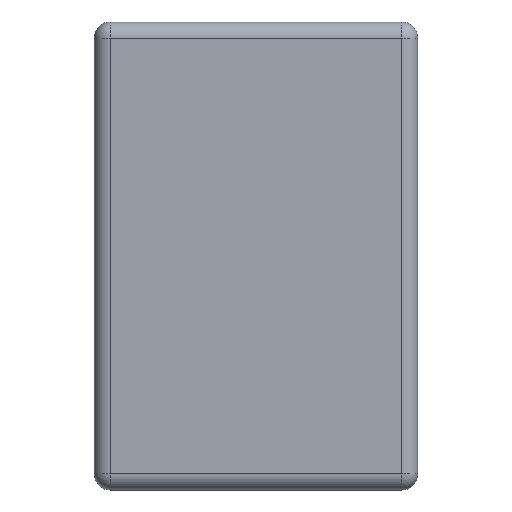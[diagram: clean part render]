
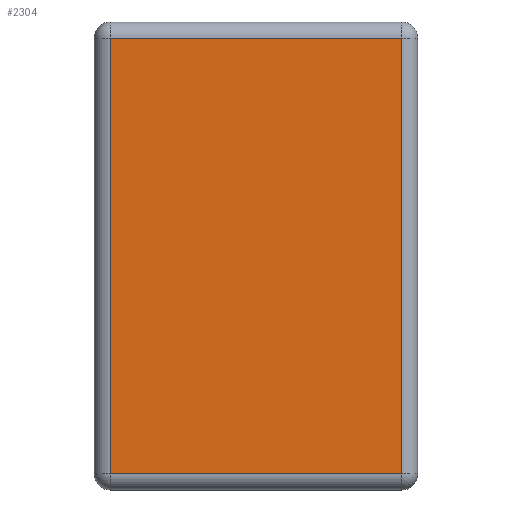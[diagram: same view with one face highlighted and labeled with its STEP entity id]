
A CAD part, left-side view. The second image highlights one B-rep face of the part: STEP entity #2304.
In plain terms, the highlighted planar face has unit normal (-1, 0, 0).
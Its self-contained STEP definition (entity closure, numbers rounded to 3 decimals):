
#750=DIRECTION('',(0.,0.,-1.));
#751=VECTOR('',#750,26.937);
#752=CARTESIAN_POINT('',(0.75,7.,13.012));
#753=LINE('',#752,#751);
#754=DIRECTION('',(0.,1.,0.));
#755=VECTOR('',#754,18.);
#756=CARTESIAN_POINT('',(0.75,-11.,13.012));
#757=LINE('',#756,#755);
#758=DIRECTION('',(0.,0.,1.));
#759=VECTOR('',#758,26.937);
#760=CARTESIAN_POINT('',(0.75,-11.,-13.925));
#761=LINE('',#760,#759);
#762=DIRECTION('',(0.,1.,0.));
#763=VECTOR('',#762,18.);
#764=CARTESIAN_POINT('',(0.75,-11.,-13.925));
#765=LINE('',#764,#763);
#1088=CARTESIAN_POINT('',(0.75,7.,13.012));
#1089=CARTESIAN_POINT('',(0.75,7.,-13.925));
#1090=VERTEX_POINT('',#1088);
#1091=VERTEX_POINT('',#1089);
#1190=CARTESIAN_POINT('',(0.75,-11.,13.012));
#1191=VERTEX_POINT('',#1190);
#1262=CARTESIAN_POINT('',(0.75,-11.,-13.925));
#1263=VERTEX_POINT('',#1262);
#2290=CARTESIAN_POINT('',(0.75,0.,0.));
#2291=DIRECTION('',(-1.,0.,0.));
#2292=DIRECTION('',(0.,0.,-1.));
#2293=AXIS2_PLACEMENT_3D('',#2290,#2291,#2292);
#2294=PLANE('',#2293);
#2295=ORIENTED_EDGE('',*,*,#2280,.F.);
#2297=ORIENTED_EDGE('',*,*,#2296,.F.);
#2299=ORIENTED_EDGE('',*,*,#2298,.F.);
#2301=ORIENTED_EDGE('',*,*,#2300,.T.);
#2302=EDGE_LOOP('',(#2295,#2297,#2299,#2301));
#2303=FACE_OUTER_BOUND('',#2302,.F.);
#2304=ADVANCED_FACE('',(#2303),#2294,.T.);
#2280=EDGE_CURVE('',#1090,#1091,#753,.T.);
#2296=EDGE_CURVE('',#1191,#1090,#757,.T.);
#2298=EDGE_CURVE('',#1263,#1191,#761,.T.);
#2300=EDGE_CURVE('',#1263,#1091,#765,.T.);
